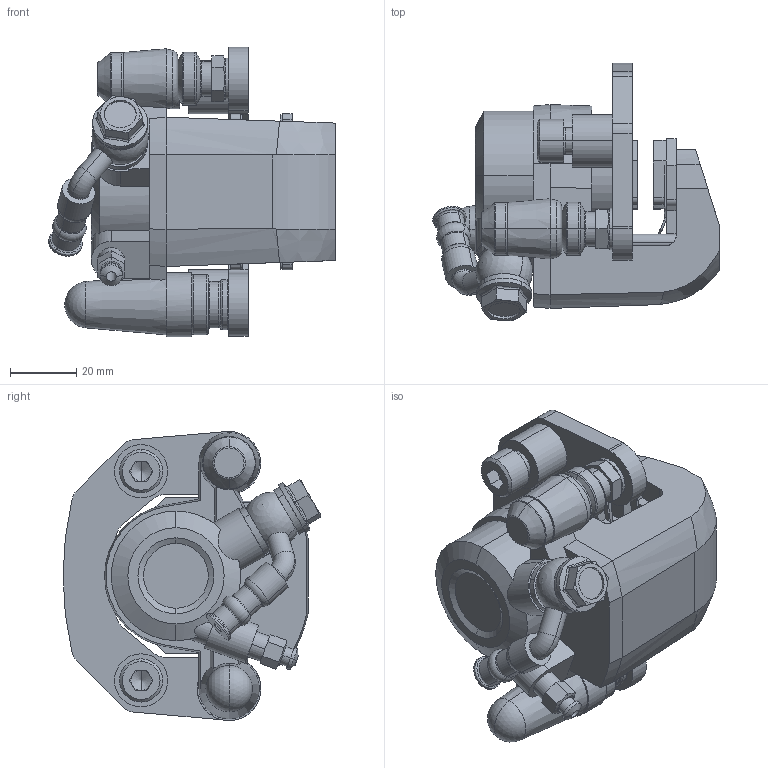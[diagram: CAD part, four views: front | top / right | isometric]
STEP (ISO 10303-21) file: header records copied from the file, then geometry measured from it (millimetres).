
FILE_DESCRIPTION (( 'STEP AP214' ), '1' );
FILE_NAME ('brake caliper.STEP', '2024-02-19T18:29:35', ( '' ), ( '' ), 'SwSTEP 2.0', 'SolidWorks 2017', '' );
FILE_SCHEMA (( 'AUTOMOTIVE_DESIGN' ));
Length unit declared in the file: inch
Products named in the file (28): brake spring; banjo washer M10; caliper; brake pad; brake pad pin; caliper mount bracket; banjo bolt M10; banjo fitting M10; brake caliper; M8x1 Bleed Fitting; socket head cap screw_am_B18.3.1M - 8 x 1.25 x 20 Hex SHCS -- 20NHX; brake pads assembly; socket head cap screw_am
Assembly tree (17 placements, depth 4):
  brake spring
  banjo washer M10
  brake pad
  caliper
  brake pad pin
Bounding box: 86.36 x 77.66 x 87.1 mm (x, y, z)
Volume: 141831.8 mm3; surface area: 55722.6 mm2
Topology: 14 solids, 14 shells, 812 faces, 2025 edges, 1276 vertices
Faces by surface type: plane 398, cylinder 207, cone 87, bspline 56, torus 54, sphere 10
Entity records: 23135 total; most frequent: CARTESIAN_POINT 6131, DIRECTION 3146, ORIENTED_EDGE 3106, EDGE_CURVE 1553, AXIS2_PLACEMENT_3D 1152, VERTEX_POINT 979, VECTOR 842, LINE 842
